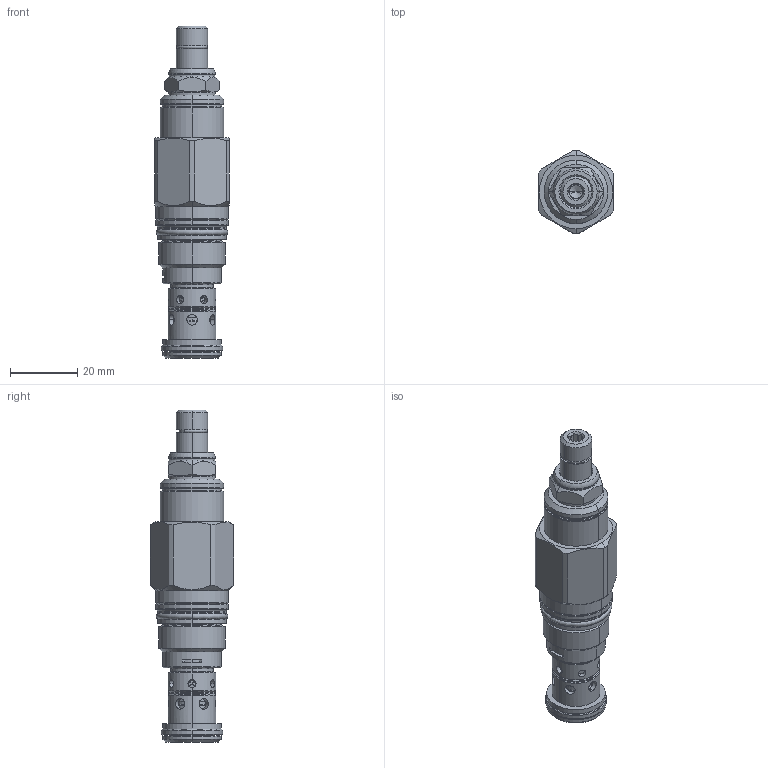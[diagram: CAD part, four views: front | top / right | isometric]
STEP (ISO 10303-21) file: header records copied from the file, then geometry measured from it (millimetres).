
FILE_DESCRIPTION((''),'2;1');
FILE_NAME('RBDALAN_SW','2022-10-21T13:52:06',('SigMax'),(''),'CREO PARAMETRIC BY PTC INC, 2021072','CREO PARAMETRIC BY PTC INC, 2021072','');
FILE_SCHEMA(('AUTOMOTIVE_DESIGN { 1 0 10303 214 1 1 1 1 }'));
Length unit declared in the file: inch
Products named in the file (1): RBDALAN_SW
Bounding box: 22.23 x 24.84 x 98.93 mm (x, y, z)
Volume: 24210.6 mm3; surface area: 9598.2 mm2
Topology: 2 solids, 2 shells, 369 faces, 874 edges, 536 vertices
Faces by surface type: cylinder 153, plane 75, cone 68, torus 61, sphere 8, revolution 4
Entity records: 20568 total; most frequent: CARTESIAN_POINT 9200, DIRECTION 1926, ORIENTED_EDGE 1744, EDGE_CURVE 872, AXIS2_PLACEMENT_3D 829, VERTEX_POINT 536, CIRCLE 464, EDGE_LOOP 426
